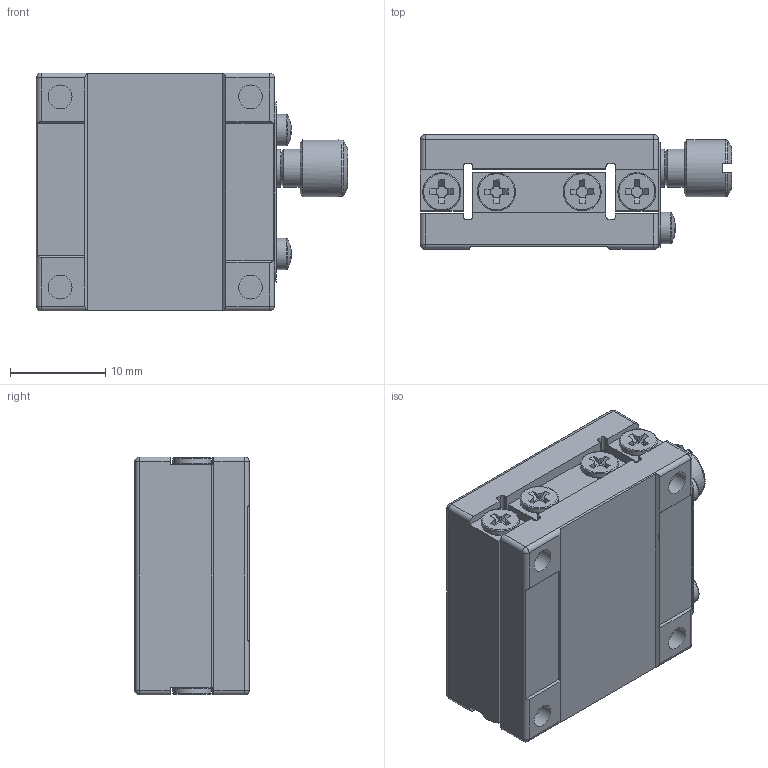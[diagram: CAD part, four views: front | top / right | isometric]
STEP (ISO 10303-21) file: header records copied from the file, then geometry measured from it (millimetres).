
FILE_DESCRIPTION(/* description */ ('STEP AP203'),/* implementation_level */ '2;1');
FILE_NAME(/* name */ '00_X-axis_MX25-SC.iam.step',/* time_stamp */ '2022-11-29T08:51:37+01:00',/* author */ ('123'),/* organization */ (''),/* preprocessor_version */ 'ST-DEVELOPER v18.1',/* originating_system */ 'Autodesk Inventor 2022',/* authorisation */ '');
FILE_SCHEMA (('AUTOMOTIVE_DESIGN { 1 0 10303 214 3 1 1 }'));
Length unit declared in the file: millimetre
Products named in the file (3): 00_X-axis_MX25-SC; Group1^MX25-SC(«¬¿ý); Group2^MX25-SC(«¬¿ý)
Assembly tree (2 placements, depth 2):
  00_X-axis_MX25-SC
    Group1^MX25-SC(«¬¿ý)
    Group2^MX25-SC(«¬¿ý)
Bounding box: 32.7 x 12 x 25 mm (x, y, z)
Volume: 6841.7 mm3; surface area: 4934.4 mm2
Topology: 2 solids, 2 shells, 407 faces, 1045 edges, 666 vertices
Faces by surface type: plane 234, cone 86, cylinder 57, torus 20, sphere 10
Full cylindrical faces by diameter (mm): 1.6 x8, 2 x1, 2.5 x4, 3 x1, 3.3 x2, 4 x10, 6 x1
Entity records: 12468 total; most frequent: CARTESIAN_POINT 2354, DIRECTION 2157, ORIENTED_EDGE 2070, EDGE_CURVE 1035, AXIS2_PLACEMENT_3D 795, VERTEX_POINT 666, LINE 567, VECTOR 567
